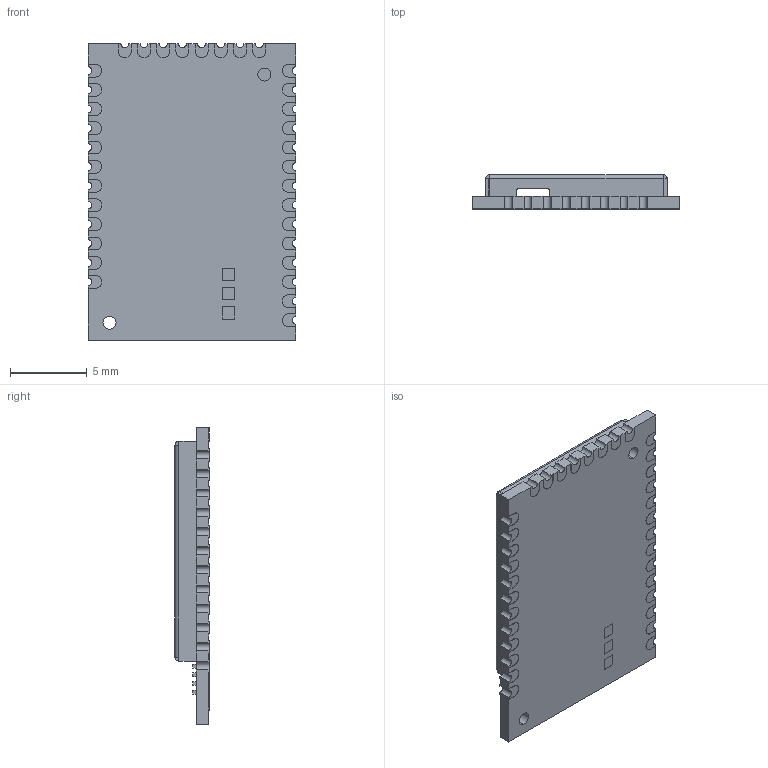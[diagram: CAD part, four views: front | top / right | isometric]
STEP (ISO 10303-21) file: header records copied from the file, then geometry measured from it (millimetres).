
FILE_DESCRIPTION (( 'STEP AP214' ), '1' );
FILE_NAME ('XB3-RF-PADS.STEP', '2018-04-06T20:43:12', ( 'Digi User' ), ( 'Digi International' ), 'SwSTEP 2.0', 'SolidWorks 2017', '' );
FILE_SCHEMA (( 'AUTOMOTIVE_DESIGN' ));
Length unit declared in the file: inch
Products named in the file (11): 60001461-01; 30008432-03_A; XB3-RF-PADS; 0201-resistor_A; 60001461-01_A; 30008432-03_A_Chip; 0201-resistor
Assembly tree (7 placements, depth 2):
  60001461-01
  30008432-03_A
  XB3-RF-PADS
    30008432-03_A_Chip
    60001461-01_A
    0201-resistor_A  x5
  0201-resistor
  0201-resistor
Bounding box: 13.54 x 2.22 x 19.3 mm (x, y, z)
Volume: 248.9 mm3; surface area: 1048 mm2
Topology: 7 solids, 7 shells, 473 faces, 1328 edges, 874 vertices
Faces by surface type: plane 383, cylinder 90
Entity records: 18758 total; most frequent: CARTESIAN_POINT 2582, ORIENTED_EDGE 2560, DIRECTION 2384, EDGE_CURVE 1280, LINE 1096, VECTOR 1096, VERTEX_POINT 842, AXIS2_PLACEMENT_3D 644
